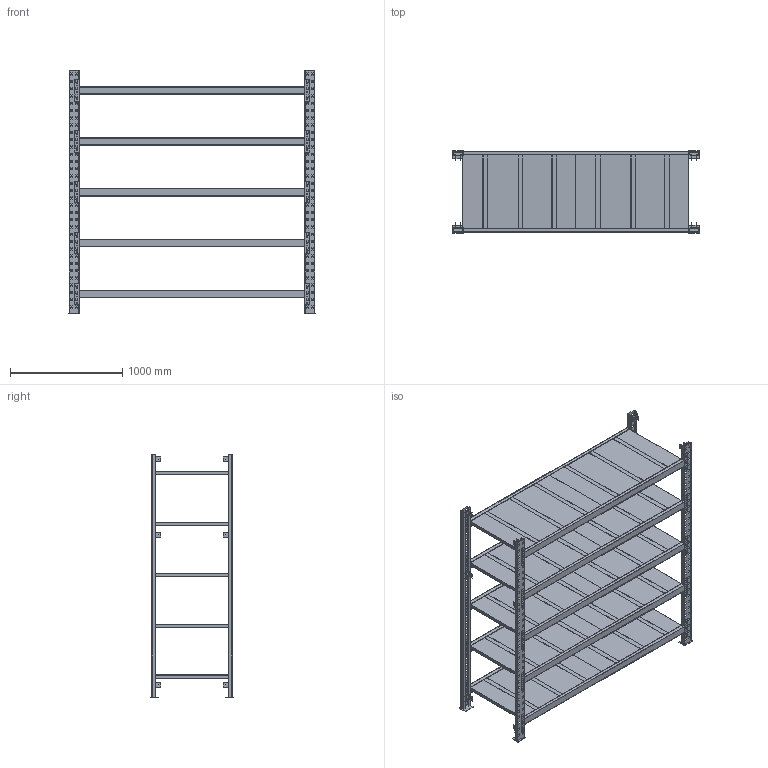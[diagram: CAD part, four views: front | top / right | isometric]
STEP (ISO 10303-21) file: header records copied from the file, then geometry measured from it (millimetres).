
FILE_DESCRIPTION(('FreeCAD Model'),'2;1');
FILE_NAME('Open CASCADE Shape Model','2025-05-02T02:36:13',('FreeCAD'),( 'FreeCAD'),'Open CASCADE STEP processor 7.6','FreeCAD','Unknown');
FILE_SCHEMA(('AUTOMOTIVE_DESIGN { 1 0 10303 214 1 1 1 1 }'));
Products named in the file (1): Open CASCADE STEP translator 7.6 1
Bounding box: 2195.93 x 735.65 x 2160.57 mm (x, y, z)
Volume: 22850517.7 mm3; surface area: 32969870.4 mm2
Topology: 34 solids, 74 shells, 2926 faces, 8180 edges, 5404 vertices
Faces by surface type: bspline 2926
Entity records: 85512 total; most frequent: CARTESIAN_POINT 34589, ORIENTED_EDGE 16360, EDGE_CURVE 8180, B_SPLINE_CURVE_WITH_KNOTS 7812, VERTEX_POINT 5404, FACE_BOUND 3668, EDGE_LOOP 3668, ADVANCED_FACE 2926
